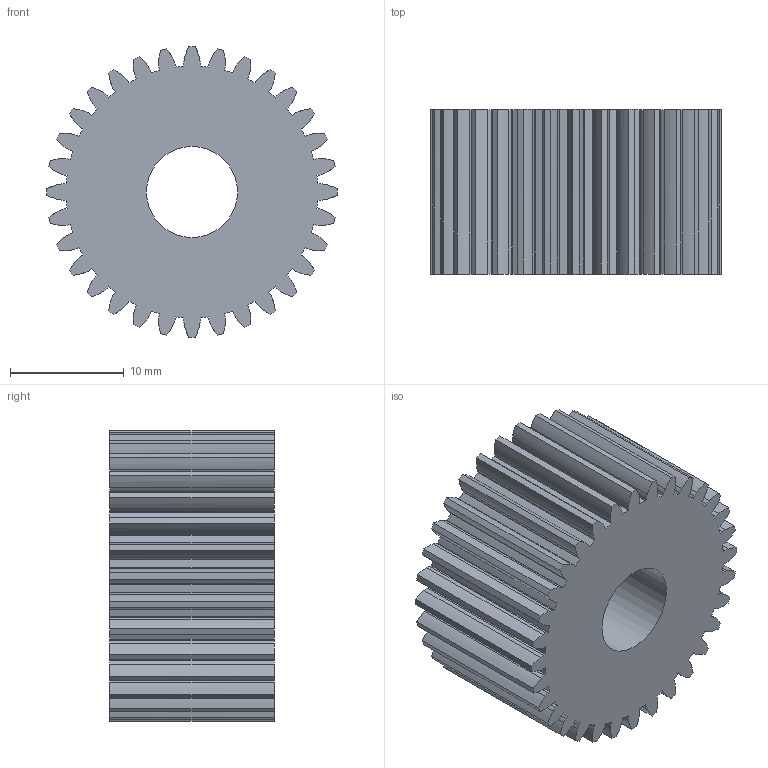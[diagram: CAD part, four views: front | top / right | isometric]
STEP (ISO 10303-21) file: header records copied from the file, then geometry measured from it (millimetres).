
FILE_DESCRIPTION(/* description */ (''),/* implementation_level */ '2;1');
FILE_NAME(/* name */ 'New Spur Gear Shim.step',/* time_stamp */ '2024-05-28T21:32:56+01:00',/* author */ (''),/* organization */ (''),/* preprocessor_version */ 'ST-DEVELOPER v20',/* originating_system */ 'Autodesk Translation Framework v12.20.1.177',/* authorisation */ '');
FILE_SCHEMA (('AUTOMOTIVE_DESIGN { 1 0 10303 214 3 1 1 }'));
Length unit declared in the file: millimetre
Products named in the file (2): New_Spur_and_Rod; Spur Gear (32 teeth)
Assembly tree (1 placements, depth 2):
  New_Spur_and_Rod
    Spur Gear (32 teeth)
Bounding box: 25.5 x 14.45 x 25.5 mm (x, y, z)
Volume: 5730.8 mm3; surface area: 3414.4 mm2
Topology: 1 solids, 1 shells, 259 faces, 771 edges, 514 vertices
Faces by surface type: bspline 128, plane 66, cylinder 65
Full cylindrical faces by diameter (mm): 8 x1
Entity records: 9492 total; most frequent: CARTESIAN_POINT 3243, ORIENTED_EDGE 1542, DIRECTION 913, EDGE_CURVE 771, VERTEX_POINT 514, LINE 385, VECTOR 385, AXIS2_PLACEMENT_3D 264
